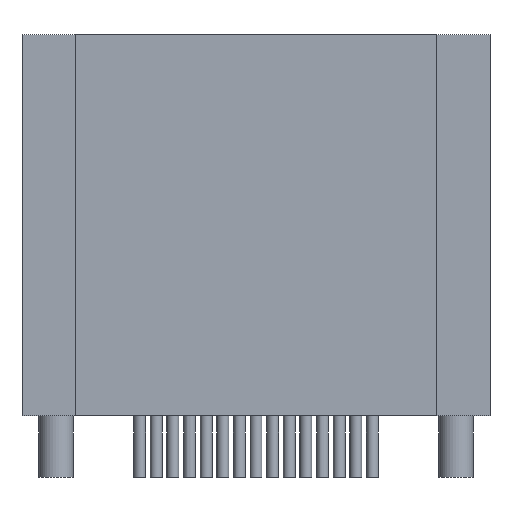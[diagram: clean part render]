
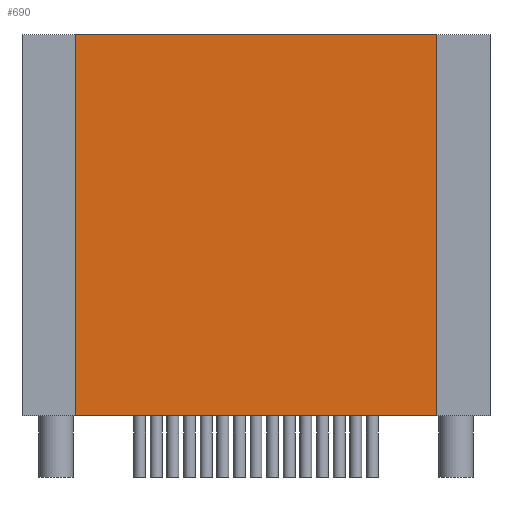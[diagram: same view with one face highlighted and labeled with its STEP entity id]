
A CAD part, front view. The second image highlights one B-rep face of the part: STEP entity #690.
In plain terms, the highlighted planar face has unit normal (0, -1, 0).
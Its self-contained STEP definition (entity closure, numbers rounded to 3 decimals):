
#521 = PLANE('',#522);
#522 = AXIS2_PLACEMENT_3D('',#523,#524,#525);
#523 = CARTESIAN_POINT('',(-24.695,-17.02,0.));
#524 = DIRECTION('',(-1.,0.,0.));
#525 = DIRECTION('',(0.,1.,0.));
#549 = PLANE('',#550);
#550 = AXIS2_PLACEMENT_3D('',#551,#552,#553);
#551 = CARTESIAN_POINT('',(-9.695,-13.97,31.75));
#552 = DIRECTION('',(-0.,-0.,-1.));
#553 = DIRECTION('',(-1.,0.,0.));
#577 = PLANE('',#578);
#578 = AXIS2_PLACEMENT_3D('',#579,#580,#581);
#579 = CARTESIAN_POINT('',(5.305,-10.92,0.));
#580 = DIRECTION('',(1.,0.,-0.));
#581 = DIRECTION('',(0.,-1.,0.));
#603 = PLANE('',#604);
#604 = AXIS2_PLACEMENT_3D('',#605,#606,#607);
#605 = CARTESIAN_POINT('',(-9.695,-13.97,0.));
#606 = DIRECTION('',(-0.,-0.,-1.));
#607 = DIRECTION('',(-1.,0.,0.));
#620 = VERTEX_POINT('',#621);
#621 = CARTESIAN_POINT('',(5.305,-17.02,31.75));
#642 = EDGE_CURVE('',#643,#620,#645,.T.);
#643 = VERTEX_POINT('',#644);
#644 = CARTESIAN_POINT('',(5.305,-17.02,0.));
#645 = SURFACE_CURVE('',#646,(#650,#657),.PCURVE_S1.);
#646 = LINE('',#647,#648);
#647 = CARTESIAN_POINT('',(5.305,-17.02,0.));
#648 = VECTOR('',#649,1.);
#649 = DIRECTION('',(0.,0.,1.));
#650 = PCURVE('',#577,#651);
#651 = DEFINITIONAL_REPRESENTATION('',(#652),#656);
#652 = LINE('',#653,#654);
#653 = CARTESIAN_POINT('',(6.1,0.));
#654 = VECTOR('',#655,1.);
#655 = DIRECTION('',(0.,-1.));
#656 = ( GEOMETRIC_REPRESENTATION_CONTEXT(2) 
PARAMETRIC_REPRESENTATION_CONTEXT() REPRESENTATION_CONTEXT('2D SPACE',''
  ) );
#657 = PCURVE('',#658,#663);
#658 = PLANE('',#659);
#659 = AXIS2_PLACEMENT_3D('',#660,#661,#662);
#660 = CARTESIAN_POINT('',(5.305,-17.02,0.));
#661 = DIRECTION('',(0.,-1.,0.));
#662 = DIRECTION('',(-1.,0.,0.));
#663 = DEFINITIONAL_REPRESENTATION('',(#664),#668);
#664 = LINE('',#665,#666);
#665 = CARTESIAN_POINT('',(0.,-0.));
#666 = VECTOR('',#667,1.);
#667 = DIRECTION('',(0.,-1.));
#668 = ( GEOMETRIC_REPRESENTATION_CONTEXT(2) 
PARAMETRIC_REPRESENTATION_CONTEXT() REPRESENTATION_CONTEXT('2D SPACE',''
  ) );
#690 = ADVANCED_FACE('',(#691),#658,.T.);
#691 = FACE_BOUND('',#692,.T.);
#692 = EDGE_LOOP('',(#693,#694,#717,#740));
#693 = ORIENTED_EDGE('',*,*,#642,.T.);
#694 = ORIENTED_EDGE('',*,*,#695,.T.);
#695 = EDGE_CURVE('',#620,#696,#698,.T.);
#696 = VERTEX_POINT('',#697);
#697 = CARTESIAN_POINT('',(-24.695,-17.02,31.75));
#698 = SURFACE_CURVE('',#699,(#703,#710),.PCURVE_S1.);
#699 = LINE('',#700,#701);
#700 = CARTESIAN_POINT('',(5.305,-17.02,31.75));
#701 = VECTOR('',#702,1.);
#702 = DIRECTION('',(-1.,0.,0.));
#703 = PCURVE('',#658,#704);
#704 = DEFINITIONAL_REPRESENTATION('',(#705),#709);
#705 = LINE('',#706,#707);
#706 = CARTESIAN_POINT('',(0.,-31.75));
#707 = VECTOR('',#708,1.);
#708 = DIRECTION('',(1.,0.));
#709 = ( GEOMETRIC_REPRESENTATION_CONTEXT(2) 
PARAMETRIC_REPRESENTATION_CONTEXT() REPRESENTATION_CONTEXT('2D SPACE',''
  ) );
#710 = PCURVE('',#549,#711);
#711 = DEFINITIONAL_REPRESENTATION('',(#712),#716);
#712 = LINE('',#713,#714);
#713 = CARTESIAN_POINT('',(-15.,-3.05));
#714 = VECTOR('',#715,1.);
#715 = DIRECTION('',(1.,0.));
#716 = ( GEOMETRIC_REPRESENTATION_CONTEXT(2) 
PARAMETRIC_REPRESENTATION_CONTEXT() REPRESENTATION_CONTEXT('2D SPACE',''
  ) );
#717 = ORIENTED_EDGE('',*,*,#718,.F.);
#718 = EDGE_CURVE('',#719,#696,#721,.T.);
#719 = VERTEX_POINT('',#720);
#720 = CARTESIAN_POINT('',(-24.695,-17.02,0.));
#721 = SURFACE_CURVE('',#722,(#726,#733),.PCURVE_S1.);
#722 = LINE('',#723,#724);
#723 = CARTESIAN_POINT('',(-24.695,-17.02,0.));
#724 = VECTOR('',#725,1.);
#725 = DIRECTION('',(0.,0.,1.));
#726 = PCURVE('',#658,#727);
#727 = DEFINITIONAL_REPRESENTATION('',(#728),#732);
#728 = LINE('',#729,#730);
#729 = CARTESIAN_POINT('',(30.,0.));
#730 = VECTOR('',#731,1.);
#731 = DIRECTION('',(0.,-1.));
#732 = ( GEOMETRIC_REPRESENTATION_CONTEXT(2) 
PARAMETRIC_REPRESENTATION_CONTEXT() REPRESENTATION_CONTEXT('2D SPACE',''
  ) );
#733 = PCURVE('',#521,#734);
#734 = DEFINITIONAL_REPRESENTATION('',(#735),#739);
#735 = LINE('',#736,#737);
#736 = CARTESIAN_POINT('',(0.,0.));
#737 = VECTOR('',#738,1.);
#738 = DIRECTION('',(0.,-1.));
#739 = ( GEOMETRIC_REPRESENTATION_CONTEXT(2) 
PARAMETRIC_REPRESENTATION_CONTEXT() REPRESENTATION_CONTEXT('2D SPACE',''
  ) );
#740 = ORIENTED_EDGE('',*,*,#741,.F.);
#741 = EDGE_CURVE('',#643,#719,#742,.T.);
#742 = SURFACE_CURVE('',#743,(#747,#754),.PCURVE_S1.);
#743 = LINE('',#744,#745);
#744 = CARTESIAN_POINT('',(5.305,-17.02,0.));
#745 = VECTOR('',#746,1.);
#746 = DIRECTION('',(-1.,0.,0.));
#747 = PCURVE('',#658,#748);
#748 = DEFINITIONAL_REPRESENTATION('',(#749),#753);
#749 = LINE('',#750,#751);
#750 = CARTESIAN_POINT('',(0.,-0.));
#751 = VECTOR('',#752,1.);
#752 = DIRECTION('',(1.,0.));
#753 = ( GEOMETRIC_REPRESENTATION_CONTEXT(2) 
PARAMETRIC_REPRESENTATION_CONTEXT() REPRESENTATION_CONTEXT('2D SPACE',''
  ) );
#754 = PCURVE('',#603,#755);
#755 = DEFINITIONAL_REPRESENTATION('',(#756),#760);
#756 = LINE('',#757,#758);
#757 = CARTESIAN_POINT('',(-15.,-3.05));
#758 = VECTOR('',#759,1.);
#759 = DIRECTION('',(1.,0.));
#760 = ( GEOMETRIC_REPRESENTATION_CONTEXT(2) 
PARAMETRIC_REPRESENTATION_CONTEXT() REPRESENTATION_CONTEXT('2D SPACE',''
  ) );
